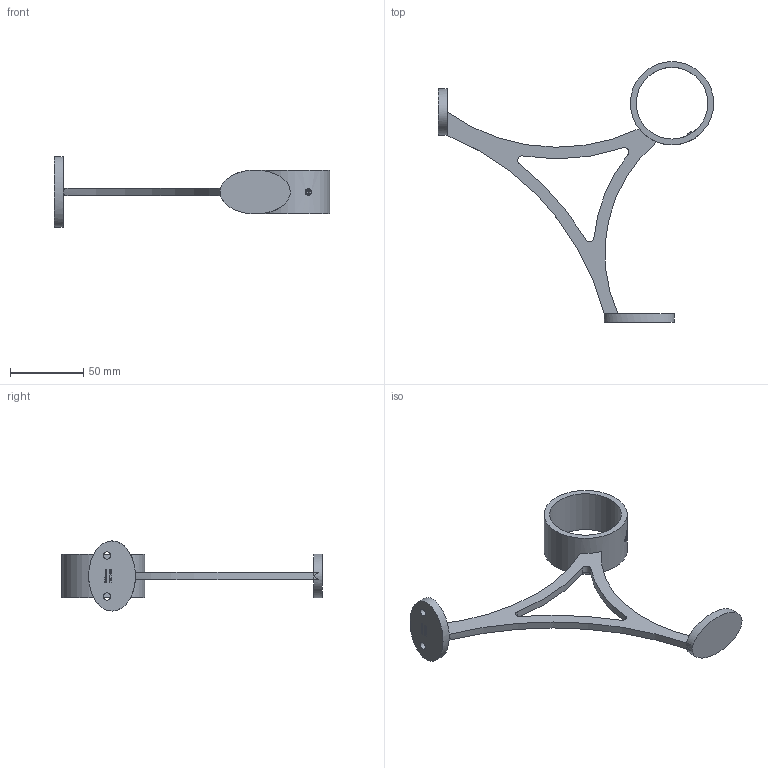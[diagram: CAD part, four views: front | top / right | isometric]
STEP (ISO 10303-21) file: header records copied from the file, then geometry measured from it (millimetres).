
FILE_DESCRIPTION (( 'STEP AP203' ), '1' );
FILE_NAME ('70011-240.STEP', '2024-01-10T07:42:53', ( '' ), ( '' ), 'SwSTEP 2.0', 'SolidWorks 2018', '' );
FILE_SCHEMA (( 'CONFIG_CONTROL_DESIGN' ));
Length unit declared in the file: millimetre
Products named in the file (3): 70011-240; 70011-240 Teil1_70011-240 Teil1; DIN913_DIN 913 M5x5
Assembly tree (2 placements, depth 2):
  70011-240
    70011-240 Teil1_70011-240 Teil1
    DIN913_DIN 913 M5x5
Bounding box: 188.5 x 178.5 x 48 mm (x, y, z)
Volume: 49946.4 mm3; surface area: 27384 mm2
Topology: 2 solids, 2 shells, 248 faces, 647 edges, 424 vertices
Faces by surface type: plane 141, bspline 87, cylinder 15, cone 5
Full cylindrical faces by diameter (mm): 4.2 x1, 5 x3, 49 x1, 57 x1
Entity records: 12685 total; most frequent: CARTESIAN_POINT 6954, ORIENTED_EDGE 1252, DIRECTION 820, EDGE_CURVE 626, VERTEX_POINT 420, LINE 408, VECTOR 408, EDGE_LOOP 296
